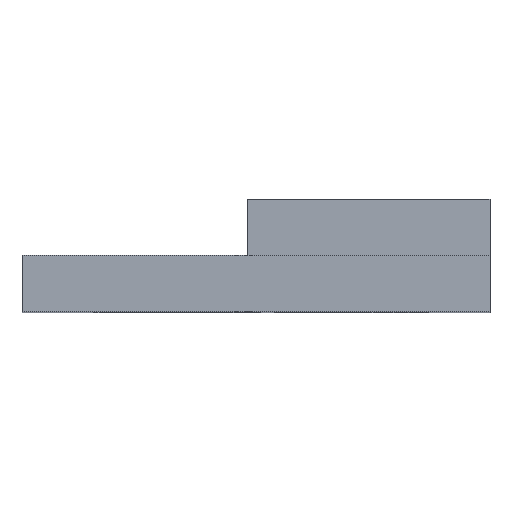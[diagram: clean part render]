
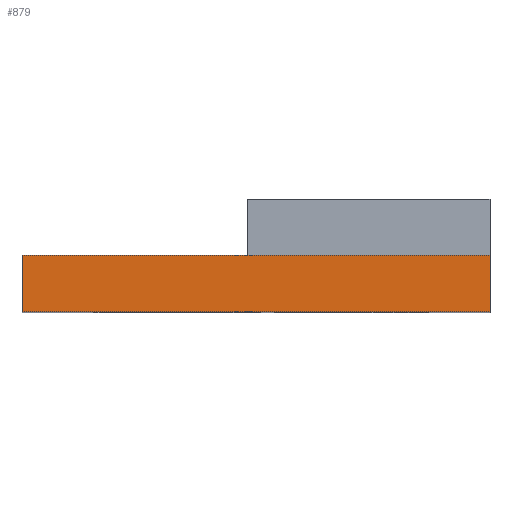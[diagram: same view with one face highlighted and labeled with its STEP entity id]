
A CAD part, top view. The second image highlights one B-rep face of the part: STEP entity #879.
In plain terms, the highlighted planar face has unit normal (0, 0, 1).
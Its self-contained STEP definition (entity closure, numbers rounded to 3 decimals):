
#102=FACE_OUTER_BOUND('',#158,.T.);
#158=EDGE_LOOP('',(#755,#756,#757,#758));
#170=LINE('',#1203,#269);
#174=LINE('',#1217,#273);
#265=LINE('',#1433,#364);
#266=LINE('',#1435,#365);
#269=VECTOR('',#968,10.);
#273=VECTOR('',#980,10.);
#364=VECTOR('',#1185,10.);
#365=VECTOR('',#1188,10.);
#368=VERTEX_POINT('',#1200);
#369=VERTEX_POINT('',#1202);
#375=VERTEX_POINT('',#1216);
#443=VERTEX_POINT('',#1431);
#446=EDGE_CURVE('',#368,#369,#170,.T.);
#453=EDGE_CURVE('',#369,#375,#174,.T.);
#558=EDGE_CURVE('',#368,#443,#265,.T.);
#559=EDGE_CURVE('',#375,#443,#266,.T.);
#755=ORIENTED_EDGE('',*,*,#446,.F.);
#756=ORIENTED_EDGE('',*,*,#558,.T.);
#757=ORIENTED_EDGE('',*,*,#559,.F.);
#758=ORIENTED_EDGE('',*,*,#453,.F.);
#832=PLANE('',#958);
#879=ADVANCED_FACE('',(#102),#832,.T.);
#958=AXIS2_PLACEMENT_3D('',#1434,#1186,#1187);
#968=DIRECTION('',(1.,0.,0.));
#980=DIRECTION('',(0.,-1.,0.));
#1185=DIRECTION('',(0.,-1.,0.));
#1186=DIRECTION('center_axis',(0.,0.,1.));
#1187=DIRECTION('ref_axis',(-1.,0.,0.));
#1188=DIRECTION('',(-1.,0.,0.));
#1200=CARTESIAN_POINT('',(0.,5.,58.75));
#1202=CARTESIAN_POINT('',(41.5,5.,58.75));
#1203=CARTESIAN_POINT('',(20.,5.,58.75));
#1216=CARTESIAN_POINT('',(41.5,0.,58.75));
#1217=CARTESIAN_POINT('',(41.5,5.,58.75));
#1431=CARTESIAN_POINT('',(0.,0.,58.75));
#1433=CARTESIAN_POINT('',(0.,5.,58.75));
#1434=CARTESIAN_POINT('Origin',(41.5,5.,58.75));
#1435=CARTESIAN_POINT('',(20.,0.,58.75));
